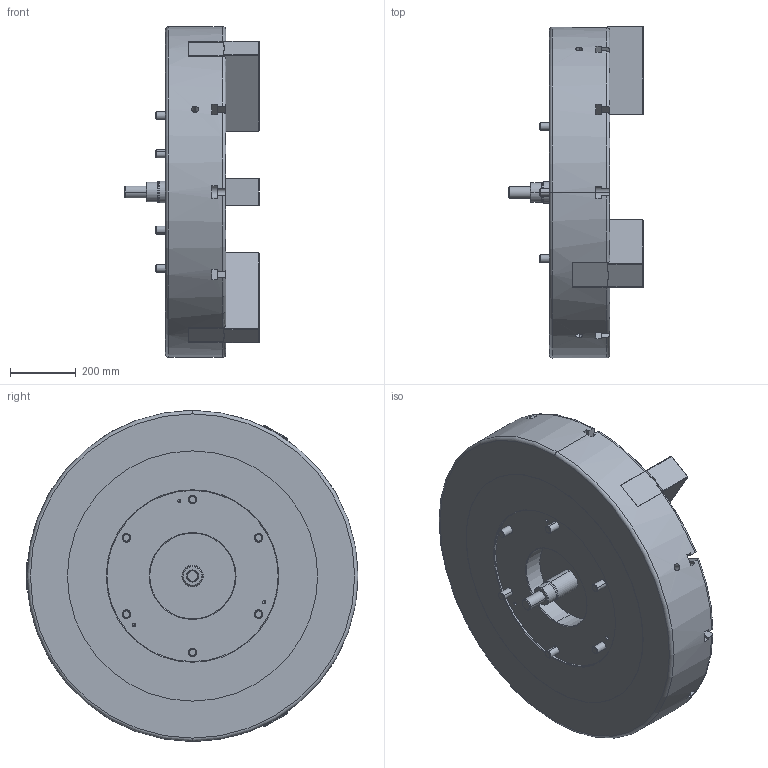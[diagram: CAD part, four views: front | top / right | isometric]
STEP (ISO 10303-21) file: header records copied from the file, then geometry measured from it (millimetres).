
FILE_DESCRIPTION (( 'STEP AP203' ), '1' );
FILE_NAME ('CF-3V-40.STEP', '2022-04-25T07:04:15', ( '' ), ( '' ), 'SwSTEP 2.0', 'SolidWorks 2016', '' );
FILE_SCHEMA (( 'CONFIG_CONTROL_DESIGN' ));
Length unit declared in the file: millimetre
Products named in the file (13): CF-3V-40; CF-3V-50-11020; CF-3V-50-12010; CF-3V-50-18000 ; CF-3V-50-19000; CF-3V-50-25000_3V-50-25000; CF-3V-40-01010; 圓頭內六角螺栓_M16x35; CF-3V-40-02000; 圓頭內六角螺栓_M24x60; CF-3V-50-09010; 圓頭內六角螺栓_M24x140; CF-3V-50-10020
Assembly tree (36 placements, depth 2):
  CF-3V-40
    CF-3V-40-01010
    CF-3V-40-02000  x3
    CF-3V-50-09010
    CF-3V-50-10020
    CF-3V-50-11020  x3
    CF-3V-50-12010
    CF-3V-50-18000   x3
    CF-3V-50-19000
    CF-3V-50-25000_3V-50-25000
    圓頭內六角螺栓_M16x35  x6
    圓頭內六角螺栓_M24x60  x9
    圓頭內六角螺栓_M24x140  x6
Bounding box: 409 x 1008.3 x 1005 mm (x, y, z)
Volume: 140936552 mm3; surface area: 4485148.4 mm2
Topology: 36 solids, 36 shells, 1436 faces, 3522 edges, 2190 vertices
Faces by surface type: plane 852, cylinder 331, cone 237, torus 16
Entity records: 21361 total; most frequent: CARTESIAN_POINT 4118, DIRECTION 3329, ORIENTED_EDGE 3068, EDGE_CURVE 1534, AXIS2_PLACEMENT_3D 1206, VERTEX_POINT 984, LINE 917, VECTOR 917
